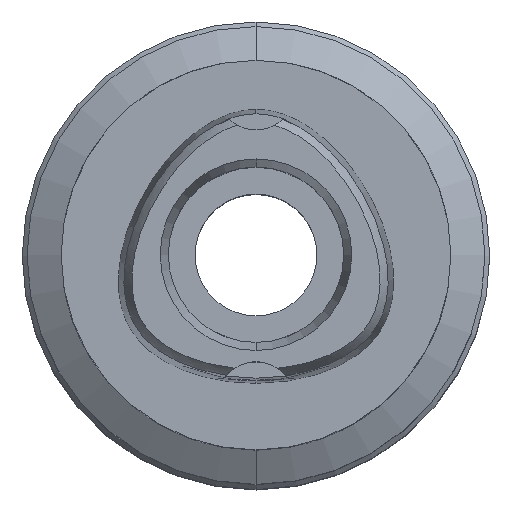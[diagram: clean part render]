
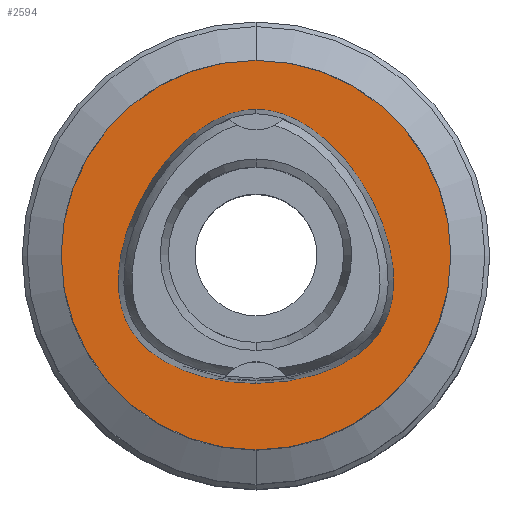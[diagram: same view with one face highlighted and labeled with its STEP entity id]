
A CAD part, top view. The second image highlights one B-rep face of the part: STEP entity #2594.
In plain terms, the highlighted planar face has unit normal (0, 0, 1).
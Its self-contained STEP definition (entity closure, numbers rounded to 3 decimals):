
#292=CARTESIAN_POINT('',(0.,0.,0.));
#293=DIRECTION('',(0.,0.,-1.));
#294=DIRECTION('',(0.,-1.,0.));
#295=AXIS2_PLACEMENT_3D('',#292,#293,#294);
#300=CARTESIAN_POINT('',(0.,0.,0.));
#301=DIRECTION('',(0.,0.,-1.));
#302=DIRECTION('',(0.,1.,0.));
#303=AXIS2_PLACEMENT_3D('',#300,#301,#302);
#308=CARTESIAN_POINT('',(0.,-13.163,
0.));
#309=CARTESIAN_POINT('',(0.603,-13.163,0.));
#310=CARTESIAN_POINT('',(1.787,-13.116,
0.));
#311=CARTESIAN_POINT('',(3.522,-12.909,
0.));
#312=CARTESIAN_POINT('',(5.139,-12.583,
0.));
#313=CARTESIAN_POINT('',(6.609,-12.158,0.));
#314=CARTESIAN_POINT('',(7.915,-11.659,0.));
#315=CARTESIAN_POINT('',(9.054,-11.106,0.));
#316=CARTESIAN_POINT('',(10.037,-10.514,0.));
#317=CARTESIAN_POINT('',(10.877,-9.897,0.));
#318=CARTESIAN_POINT('',(11.589,-9.26,0.));
#319=CARTESIAN_POINT('',(12.189,-8.607,0.));
#320=CARTESIAN_POINT('',(12.686,-7.943,0.));
#321=CARTESIAN_POINT('',(13.1,-7.254,0.));
#322=CARTESIAN_POINT('',(13.447,-6.513,0.));
#323=CARTESIAN_POINT('',(13.734,-5.696,0.));
#324=CARTESIAN_POINT('',(13.953,-4.791,0.));
#325=CARTESIAN_POINT('',(14.096,-3.79,0.));
#326=CARTESIAN_POINT('',(14.15,-2.68,0.));
#327=CARTESIAN_POINT('',(14.098,-1.455,0.));
#328=CARTESIAN_POINT('',(13.922,-0.113,0.));
#329=CARTESIAN_POINT('',(13.605,1.341,0.));
#330=CARTESIAN_POINT('',(13.132,2.883,0.));
#331=CARTESIAN_POINT('',(12.497,4.48,0.));
#332=CARTESIAN_POINT('',(11.709,6.078,0.));
#333=CARTESIAN_POINT('',(10.789,7.622,0.));
#334=CARTESIAN_POINT('',(9.768,9.063,0.));
#335=CARTESIAN_POINT('',(8.687,10.356,0.));
#336=CARTESIAN_POINT('',(7.585,11.476,0.));
#337=CARTESIAN_POINT('',(6.491,12.415,0.));
#338=CARTESIAN_POINT('',(5.429,13.18,0.));
#339=CARTESIAN_POINT('',(4.41,13.784,0.));
#340=CARTESIAN_POINT('',(3.439,14.245,0.));
#341=CARTESIAN_POINT('',(2.517,14.581,
0.));
#342=CARTESIAN_POINT('',(1.639,14.807,0.));
#343=CARTESIAN_POINT('',(0.801,14.936,
0.));
#344=CARTESIAN_POINT('',(0.263,14.963,
0.));
#345=CARTESIAN_POINT('',(0.,14.963,
0.));
#350=CARTESIAN_POINT('',(0.,14.963,
0.));
#351=CARTESIAN_POINT('',(-0.265,14.963,
0.));
#352=CARTESIAN_POINT('',(-0.806,14.935,
0.));
#353=CARTESIAN_POINT('',(-1.648,14.805,
0.));
#354=CARTESIAN_POINT('',(-2.529,14.577,
0.));
#355=CARTESIAN_POINT('',(-3.454,14.239,0.));
#356=CARTESIAN_POINT('',(-4.424,13.776,0.));
#357=CARTESIAN_POINT('',(-5.442,13.171,0.));
#358=CARTESIAN_POINT('',(-6.502,12.407,0.));
#359=CARTESIAN_POINT('',(-7.591,11.47,0.));
#360=CARTESIAN_POINT('',(-8.691,10.352,0.));
#361=CARTESIAN_POINT('',(-9.766,9.066,0.));
#362=CARTESIAN_POINT('',(-10.783,7.63,0.));
#363=CARTESIAN_POINT('',(-11.701,6.093,0.));
#364=CARTESIAN_POINT('',(-12.488,4.499,0.));
#365=CARTESIAN_POINT('',(-13.122,2.911,0.));
#366=CARTESIAN_POINT('',(-13.597,1.372,0.));
#367=CARTESIAN_POINT('',(-13.916,-0.076,0.));
#368=CARTESIAN_POINT('',(-14.094,-1.416,0.));
#369=CARTESIAN_POINT('',(-14.15,-2.642,0.));
#370=CARTESIAN_POINT('',(-14.1,-3.753,0.));
#371=CARTESIAN_POINT('',(-13.959,-4.76,0.));
#372=CARTESIAN_POINT('',(-13.741,-5.669,0.));
#373=CARTESIAN_POINT('',(-13.456,-6.491,0.));
#374=CARTESIAN_POINT('',(-13.104,-7.248,0.));
#375=CARTESIAN_POINT('',(-12.682,-7.95,0.));
#376=CARTESIAN_POINT('',(-12.178,-8.621,0.));
#377=CARTESIAN_POINT('',(-11.579,-9.27,0.));
#378=CARTESIAN_POINT('',(-10.865,-9.907,0.));
#379=CARTESIAN_POINT('',(-10.02,-10.526,0.));
#380=CARTESIAN_POINT('',(-9.036,-11.116,0.));
#381=CARTESIAN_POINT('',(-7.896,-11.667,0.));
#382=CARTESIAN_POINT('',(-6.591,-12.165,0.));
#383=CARTESIAN_POINT('',(-5.122,-12.587,
0.));
#384=CARTESIAN_POINT('',(-3.506,-12.912,
0.));
#385=CARTESIAN_POINT('',(-1.784,-13.116,
0.));
#386=CARTESIAN_POINT('',(-0.602,-13.163,
0.));
#387=CARTESIAN_POINT('',(0.,-13.163,
0.));
#1758=VERTEX_POINT('',#350);
#1759=VERTEX_POINT('',#387);
#1766=CARTESIAN_POINT('',(0.,-20.,0.));
#1767=CARTESIAN_POINT('',(0.,20.,0.));
#1768=VERTEX_POINT('',#1766);
#1769=VERTEX_POINT('',#1767);
#2578=CARTESIAN_POINT('',(0.,0.,0.));
#2579=DIRECTION('',(0.,0.,-1.));
#2580=DIRECTION('',(0.,-1.,0.));
#2581=AXIS2_PLACEMENT_3D('',#2578,#2579,#2580);
#2582=PLANE('',#2581);
#2584=ORIENTED_EDGE('',*,*,#2583,.T.);
#2586=ORIENTED_EDGE('',*,*,#2585,.T.);
#2587=EDGE_LOOP('',(#2584,#2586));
#2588=FACE_OUTER_BOUND('',#2587,.F.);
#2590=ORIENTED_EDGE('',*,*,#2589,.T.);
#2591=ORIENTED_EDGE('',*,*,#2558,.T.);
#2592=EDGE_LOOP('',(#2590,#2591));
#2593=FACE_BOUND('',#2592,.F.);
#296=CIRCLE('',#295,20.);
#304=CIRCLE('',#303,20.);
#346=B_SPLINE_CURVE_WITH_KNOTS('',3,(#308,#309,#310,#311,#312,#313,#314,#315,
#316,#317,#318,#319,#320,#321,#322,#323,#324,#325,#326,#327,#328,#329,#330,#331,
#332,#333,#334,#335,#336,#337,#338,#339,#340,#341,#342,#343,#344,#345),
.UNSPECIFIED.,.F.,.F.,(4,1,1,1,1,1,1,1,1,1,1,1,1,1,1,1,1,1,1,1,1,1,1,1,1,1,1,1,
1,1,1,1,1,1,1,4),(0.,0.029,0.057,0.086,
0.114,0.143,0.171,0.2,0.229,
0.257,0.286,0.314,0.343,
0.371,0.4,0.429,0.457,0.486,
0.514,0.543,0.571,0.6,0.629,
0.657,0.686,0.714,0.743,
0.771,0.8,0.829,0.857,0.886,
0.914,0.943,0.971,1.),.UNSPECIFIED.);
#388=B_SPLINE_CURVE_WITH_KNOTS('',3,(#350,#351,#352,#353,#354,#355,#356,#357,
#358,#359,#360,#361,#362,#363,#364,#365,#366,#367,#368,#369,#370,#371,#372,#373,
#374,#375,#376,#377,#378,#379,#380,#381,#382,#383,#384,#385,#386,#387),
.UNSPECIFIED.,.F.,.F.,(4,1,1,1,1,1,1,1,1,1,1,1,1,1,1,1,1,1,1,1,1,1,1,1,1,1,1,1,
1,1,1,1,1,1,1,4),(0.,0.029,0.057,0.086,
0.114,0.143,0.171,0.2,0.229,
0.257,0.286,0.314,0.343,
0.371,0.4,0.429,0.457,0.486,
0.514,0.543,0.571,0.6,0.629,
0.657,0.686,0.714,0.743,
0.771,0.8,0.829,0.857,0.886,
0.914,0.943,0.971,1.),.UNSPECIFIED.);
#2558=EDGE_CURVE('',#1758,#1759,#388,.T.);
#2583=EDGE_CURVE('',#1768,#1769,#296,.T.);
#2585=EDGE_CURVE('',#1769,#1768,#304,.T.);
#2589=EDGE_CURVE('',#1759,#1758,#346,.T.);
#2594=ADVANCED_FACE('',(#2588,#2593),#2582,.F.);
